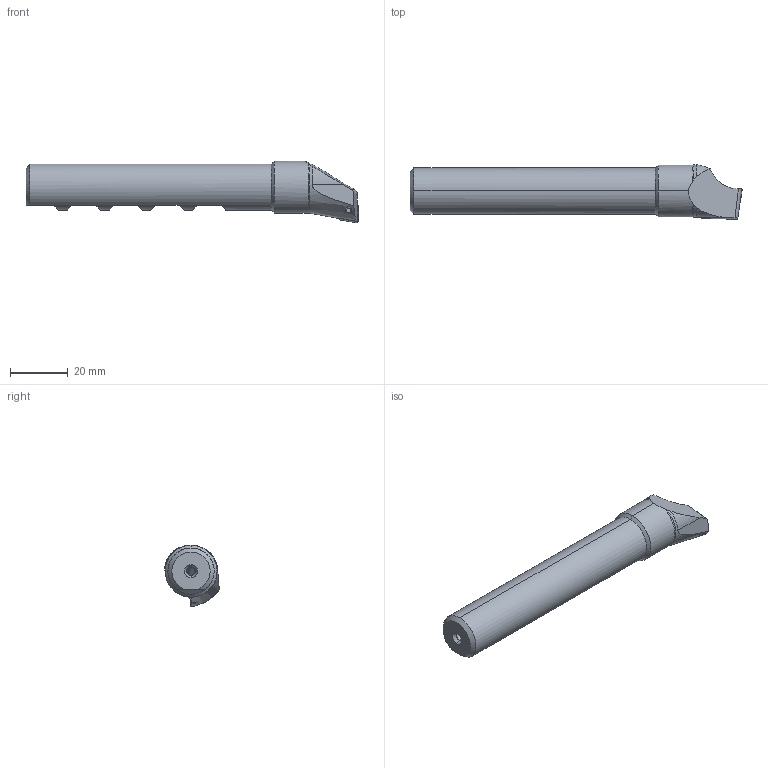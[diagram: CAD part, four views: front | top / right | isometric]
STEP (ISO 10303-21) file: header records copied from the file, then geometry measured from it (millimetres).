
FILE_DESCRIPTION (( 'STEP AP203' ), '1' );
FILE_NAME ('B25-WCA.K11.115.STEP', '2014-10-29T10:11:43', ( 'SwiAdmin' ), ( '' ), 'SwSTEP 2.0', 'SolidWorks 2012', '' );
FILE_SCHEMA (( 'CONFIG_CONTROL_DESIGN' ));
Length unit declared in the file: millimetre
Products named in the file (4): B25-WCA.K11.115; WCA-ER2.001.006_A; CCMT060204; B25-WCA.K11.115_A
Assembly tree (3 placements, depth 2):
  B25-WCA.K11.115
    B25-WCA.K11.115_A
    CCMT060204
    WCA-ER2.001.006_A
Bounding box: 115 x 18.92 x 21.38 mm (x, y, z)
Volume: 21229.6 mm3; surface area: 7292 mm2
Topology: 3 solids, 3 shells, 139 faces, 356 edges, 220 vertices
Faces by surface type: plane 42, cylinder 41, cone 32, bspline 12, torus 10, sphere 2
Entity records: 5037 total; most frequent: CARTESIAN_POINT 1500, ORIENTED_EDGE 704, DIRECTION 610, EDGE_CURVE 352, AXIS2_PLACEMENT_3D 238, VERTEX_POINT 220, EDGE_LOOP 146, FACE_OUTER_BOUND 139
